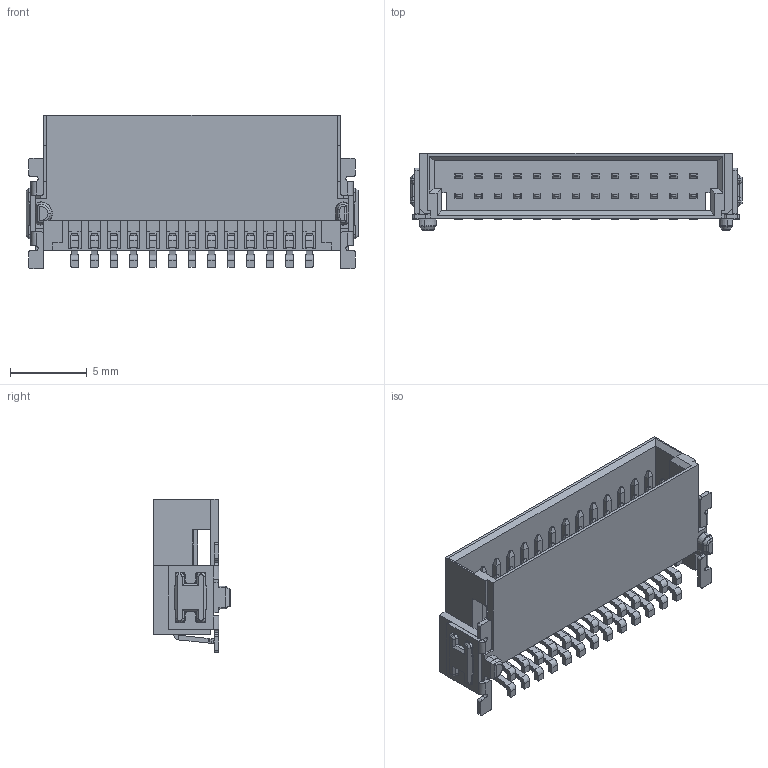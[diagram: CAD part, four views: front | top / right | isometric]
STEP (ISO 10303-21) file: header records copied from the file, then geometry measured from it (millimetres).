
FILE_DESCRIPTION(/* description */ (''),/* implementation_level */ '2;1');
FILE_NAME(/* name */ '9014-26-XX-XX.stp',/* time_stamp */ '2023-11-18T16:51:54+08:00',/* author */ (''),/* organization */ (''),/* preprocessor_version */ 'ST-DEVELOPER v16',/* originating_system */ 'SIEMENS PLM Software NX 11.0',/* authorisation */ '');
FILE_SCHEMA (('AUTOMOTIVE_DESIGN { 1 0 10303 214 3 1 1 1 }'));
Products named in the file (1): 9014-26-XX-XX_stp
Bounding box: 21.59 x 5 x 10 mm (x, y, z)
Volume: 333.7 mm3; surface area: 1465.9 mm2
Topology: 31 solids, 31 shells, 2673 faces, 7009 edges, 4396 vertices
Faces by surface type: plane 1977, cylinder 631, cone 30, extrusion 20, torus 11, bspline 4
Entity records: 81305 total; most frequent: CARTESIAN_POINT 15004, ORIENTED_EDGE 14018, DIRECTION 13342, EDGE_CURVE 7009, VECTOR 5640, LINE 5620, VERTEX_POINT 4396, AXIS2_PLACEMENT_3D 3851
